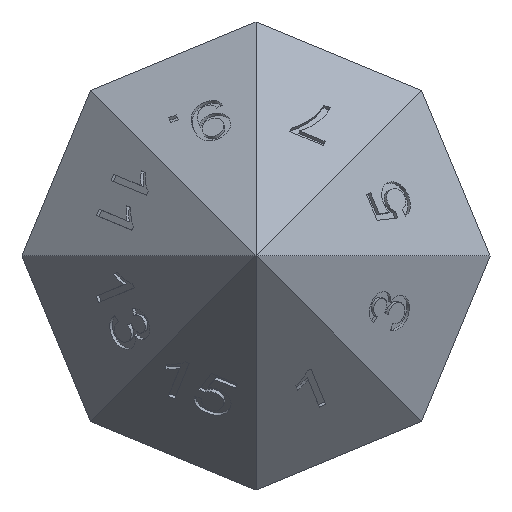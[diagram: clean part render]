
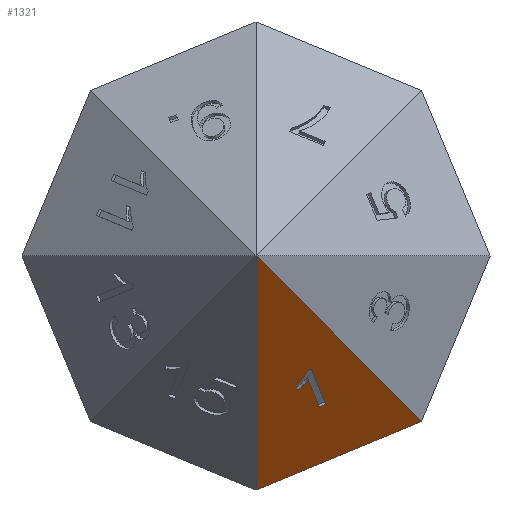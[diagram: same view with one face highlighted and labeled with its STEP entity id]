
A CAD part, top view. The second image highlights one B-rep face of the part: STEP entity #1321.
In plain terms, the highlighted planar face has unit normal (0.281, -0.679, 0.679).
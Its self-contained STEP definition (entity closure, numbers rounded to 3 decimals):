
#248=CARTESIAN_POINT('',(8.839,-8.839,0.));
#249=VERTEX_POINT('',#248);
#893=CARTESIAN_POINT('',(-0.,-12.5,-0.));
#894=VERTEX_POINT('',#893);
#1154=CARTESIAN_POINT('',(-0.,-12.5,0.));
#1155=DIRECTION('',(0.924,0.383,0.));
#1156=VECTOR('',#1155,9.567);
#1157=LINE('',#1154,#1156);
#1158=EDGE_CURVE('',#894,#249,#1157,.T.);
#1233=CARTESIAN_POINT('',(4.419,-10.669,0.));
#1234=DIRECTION('',(0.281,-0.679,0.679));
#1235=DIRECTION('',(0.,-0.707,-0.707));
#1236=AXIS2_PLACEMENT_3D('',#1233,#1234,#1235);
#1237=PLANE('',#1236);
#1238=ORIENTED_EDGE('',*,*,#1158,.T.);
#1239=CARTESIAN_POINT('',(-0.,0.,12.5));
#1240=VERTEX_POINT('',#1239);
#1241=CARTESIAN_POINT('',(-0.,0.,12.5));
#1242=DIRECTION('',(0.5,-0.5,-0.707));
#1243=VECTOR('',#1242,17.678);
#1244=LINE('',#1241,#1243);
#1245=EDGE_CURVE('',#1240,#249,#1244,.T.);
#1246=ORIENTED_EDGE('',*,*,#1245,.F.);
#1247=CARTESIAN_POINT('',(-0.,0.,12.5));
#1248=DIRECTION('',(-0.,-0.707,-0.707));
#1249=VECTOR('',#1248,17.678);
#1250=LINE('',#1247,#1249);
#1251=EDGE_CURVE('',#1240,#894,#1250,.T.);
#1252=ORIENTED_EDGE('',*,*,#1251,.T.);
#1253=EDGE_LOOP('',(#1238,#1246,#1252));
#1254=FACE_BOUND('',#1253,.T.);
#1255=CARTESIAN_POINT('',(2.949,-6.053,5.226));
#1256=VERTEX_POINT('',#1255);
#1257=CARTESIAN_POINT('',(3.73,-7.94,3.015));
#1258=VERTEX_POINT('',#1257);
#1259=CARTESIAN_POINT('',(2.949,-6.053,5.226));
#1260=DIRECTION('',(0.26,-0.627,-0.735));
#1261=VECTOR('',#1260,3.01);
#1262=LINE('',#1259,#1261);
#1263=EDGE_CURVE('',#1256,#1258,#1262,.T.);
#1264=ORIENTED_EDGE('',*,*,#1263,.T.);
#1265=CARTESIAN_POINT('',(3.39,-8.081,3.015));
#1266=VERTEX_POINT('',#1265);
#1267=CARTESIAN_POINT('',(3.73,-7.94,3.015));
#1268=DIRECTION('',(-0.924,-0.383,-0.));
#1269=VECTOR('',#1268,0.368);
#1270=LINE('',#1267,#1269);
#1271=EDGE_CURVE('',#1258,#1266,#1270,.T.);
#1272=ORIENTED_EDGE('',*,*,#1271,.T.);
#1273=CARTESIAN_POINT('',(2.781,-6.61,4.738));
#1274=VERTEX_POINT('',#1273);
#1275=CARTESIAN_POINT('',(3.39,-8.081,3.015));
#1276=DIRECTION('',(-0.26,0.627,0.735));
#1277=VECTOR('',#1276,2.346);
#1278=LINE('',#1275,#1277);
#1279=EDGE_CURVE('',#1266,#1274,#1278,.T.);
#1280=ORIENTED_EDGE('',*,*,#1279,.T.);
#1281=CARTESIAN_POINT('',(2.216,-7.17,4.412));
#1282=VERTEX_POINT('',#1281);
#1283=CARTESIAN_POINT('',(2.781,-6.61,4.738));
#1284=CARTESIAN_POINT('',(2.721,-6.697,4.676));
#1285=CARTESIAN_POINT('',(2.636,-6.795,4.614));
#1286=CARTESIAN_POINT('',(2.525,-6.903,4.552));
#1287=CARTESIAN_POINT('',(2.414,-7.011,4.489));
#1288=CARTESIAN_POINT('',(2.311,-7.1,4.443));
#1289=CARTESIAN_POINT('',(2.216,-7.17,4.412));
#1290=B_SPLINE_CURVE_WITH_KNOTS('',3,(#1283,#1284,#1285,#1286,#1287,#1288,#1289),.UNSPECIFIED.,.F.,.F.,(4,3,4),(0.,0.5,1.),.UNSPECIFIED.);
#1291=EDGE_CURVE('',#1274,#1282,#1290,.T.);
#1292=ORIENTED_EDGE('',*,*,#1291,.T.);
#1293=CARTESIAN_POINT('',(2.124,-6.947,4.673));
#1294=VERTEX_POINT('',#1293);
#1295=CARTESIAN_POINT('',(2.216,-7.17,4.412));
#1296=DIRECTION('',(-0.26,0.627,0.735));
#1297=VECTOR('',#1296,0.356);
#1298=LINE('',#1295,#1297);
#1299=EDGE_CURVE('',#1282,#1294,#1298,.T.);
#1300=ORIENTED_EDGE('',*,*,#1299,.T.);
#1301=CARTESIAN_POINT('',(2.73,-6.143,5.226));
#1302=VERTEX_POINT('',#1301);
#1303=CARTESIAN_POINT('',(2.124,-6.947,4.673));
#1304=CARTESIAN_POINT('',(2.289,-6.808,4.744));
#1305=CARTESIAN_POINT('',(2.425,-6.665,4.83));
#1306=CARTESIAN_POINT('',(2.531,-6.52,4.932));
#1307=CARTESIAN_POINT('',(2.638,-6.375,5.033));
#1308=CARTESIAN_POINT('',(2.704,-6.249,5.131));
#1309=CARTESIAN_POINT('',(2.73,-6.143,5.226));
#1310=B_SPLINE_CURVE_WITH_KNOTS('',3,(#1303,#1304,#1305,#1306,#1307,#1308,#1309),.UNSPECIFIED.,.F.,.F.,(4,3,4),(0.,0.5,1.),.UNSPECIFIED.);
#1311=EDGE_CURVE('',#1294,#1302,#1310,.T.);
#1312=ORIENTED_EDGE('',*,*,#1311,.T.);
#1313=CARTESIAN_POINT('',(2.73,-6.143,5.226));
#1314=DIRECTION('',(0.924,0.383,0.));
#1315=VECTOR('',#1314,0.237);
#1316=LINE('',#1313,#1315);
#1317=EDGE_CURVE('',#1302,#1256,#1316,.T.);
#1318=ORIENTED_EDGE('',*,*,#1317,.T.);
#1319=EDGE_LOOP('',(#1264,#1272,#1280,#1292,#1300,#1312,#1318));
#1320=FACE_BOUND('',#1319,.T.);
#1321=ADVANCED_FACE('',(#1254,#1320),#1237,.T.);
